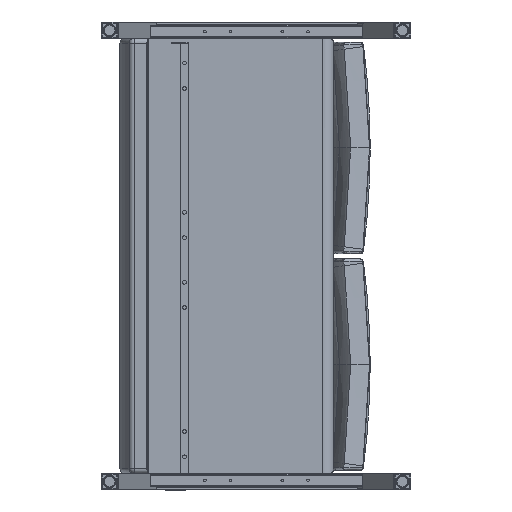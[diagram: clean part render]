
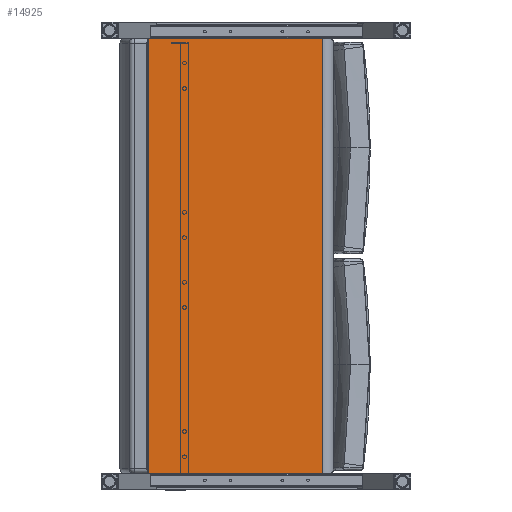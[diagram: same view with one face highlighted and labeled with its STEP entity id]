
A CAD part, front view. The second image highlights one B-rep face of the part: STEP entity #14925.
In plain terms, the highlighted face is planar.
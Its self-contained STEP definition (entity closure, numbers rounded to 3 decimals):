
#1374=PLANE('',#16193);
#1663=LINE('',#22079,#2530);
#1679=LINE('',#22213,#2546);
#1685=LINE('',#22300,#2552);
#1686=LINE('',#22302,#2553);
#2530=VECTOR('',#17937,0.394);
#2546=VECTOR('',#18013,0.394);
#2552=VECTOR('',#18075,0.394);
#2553=VECTOR('',#18078,0.394);
#3662=FACE_OUTER_BOUND('',#4748,.T.);
#4748=EDGE_LOOP('',(#10434,#10435,#10436,#10437));
#6662=VERTEX_POINT('',#22067);
#6663=VERTEX_POINT('',#22078);
#6687=VERTEX_POINT('',#22201);
#6688=VERTEX_POINT('',#22212);
#7995=EDGE_CURVE('',#6662,#6663,#1663,.T.);
#8034=EDGE_CURVE('',#6687,#6688,#1679,.T.);
#8059=EDGE_CURVE('',#6687,#6663,#1685,.T.);
#8060=EDGE_CURVE('',#6688,#6662,#1686,.T.);
#10434=ORIENTED_EDGE('',*,*,#7995,.F.);
#10435=ORIENTED_EDGE('',*,*,#8060,.F.);
#10436=ORIENTED_EDGE('',*,*,#8034,.F.);
#10437=ORIENTED_EDGE('',*,*,#8059,.T.);
#14925=ADVANCED_FACE('',(#3662),#1374,.T.);
#16193=AXIS2_PLACEMENT_3D('',#22301,#18076,#18077);
#17937=DIRECTION('',(1.,0.,0.));
#18013=DIRECTION('',(-1.,0.,0.));
#18075=DIRECTION('',(0.,0.,1.));
#18076=DIRECTION('center_axis',(0.,-1.,0.));
#18077=DIRECTION('ref_axis',(1.,0.,0.));
#18078=DIRECTION('',(0.,0.,1.));
#22067=CARTESIAN_POINT('',(-12.083,0.797,42.216));
#22078=CARTESIAN_POINT('',(4.791,0.797,42.216));
#22079=CARTESIAN_POINT('',(-9.146,0.797,42.216));
#22201=CARTESIAN_POINT('',(4.791,0.797,0.034));
#22212=CARTESIAN_POINT('',(-12.083,0.797,0.034));
#22213=CARTESIAN_POINT('',(-9.146,0.797,0.034));
#22300=CARTESIAN_POINT('',(4.791,0.797,0.));
#22301=CARTESIAN_POINT('Origin',(-12.083,0.797,0.));
#22302=CARTESIAN_POINT('',(-12.083,0.797,0.));
